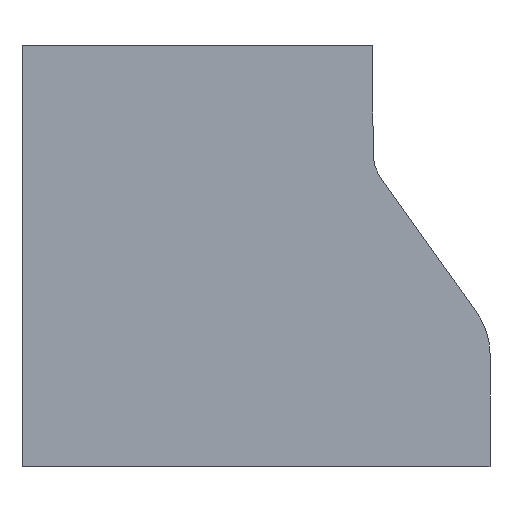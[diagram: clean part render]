
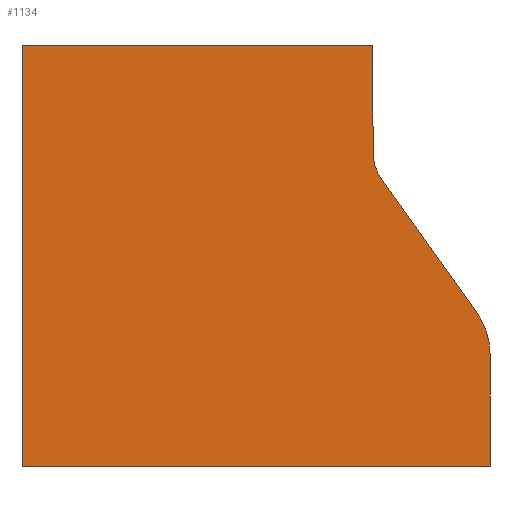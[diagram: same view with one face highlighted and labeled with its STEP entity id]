
A CAD part, front view. The second image highlights one B-rep face of the part: STEP entity #1134.
In plain terms, the highlighted planar face has unit normal (0, -1, 0).
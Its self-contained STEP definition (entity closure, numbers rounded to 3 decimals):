
#2 = PLANE ( 'NONE',  #705 ) ;
#21 = DIRECTION ( 'NONE',  ( 0., 0., 1. ) ) ;
#23 = DIRECTION ( 'NONE',  ( 0., 1., 0. ) ) ;
#49 = CARTESIAN_POINT ( 'NONE',  ( -95., 0., -45.707 ) ) ;
#128 = CARTESIAN_POINT ( 'NONE',  ( 225., 0., 0. ) ) ;
#129 = CARTESIAN_POINT ( 'NONE',  ( 225., 0., 0. ) ) ;
#134 = DIRECTION ( 'NONE',  ( 0., 0., 1. ) ) ;
#149 = CARTESIAN_POINT ( 'NONE',  ( 225., 0., -45.707 ) ) ;
#166 = DIRECTION ( 'NONE',  ( 1., 0., 0. ) ) ;
#167 = CARTESIAN_POINT ( 'NONE',  ( 275., 0., -131.73 ) ) ;
#176 = CARTESIAN_POINT ( 'NONE',  ( 275., 0., -180. ) ) ;
#198 = CARTESIAN_POINT ( 'NONE',  ( 228.725, 0., -57.331 ) ) ;
#201 = CARTESIAN_POINT ( 'NONE',  ( 269.412, 0., -114.293 ) ) ;
#219 = CARTESIAN_POINT ( 'NONE',  ( 75., 0., 0. ) ) ;
#223 = CARTESIAN_POINT ( 'NONE',  ( 75., 0., -180. ) ) ;
#243 = DIRECTION ( 'NONE',  ( -0.581, 0., 0.814 ) ) ;
#264 = CARTESIAN_POINT ( 'NONE',  ( 245., 0., -131.73 ) ) ;
#277 = DIRECTION ( 'NONE',  ( 0., 0., 1. ) ) ;
#279 = CARTESIAN_POINT ( 'NONE',  ( 75., 0., 0. ) ) ;
#292 = DIRECTION ( 'NONE',  ( -1., 0., 0. ) ) ;
#327 = CARTESIAN_POINT ( 'NONE',  ( -125., 0., -180. ) ) ;
#349 = CARTESIAN_POINT ( 'NONE',  ( 228.725, 0., -57.331 ) ) ;
#353 = CARTESIAN_POINT ( 'NONE',  ( 275., 0., -131.73 ) ) ;
#355 = DIRECTION ( 'NONE',  ( 0., 0., 1. ) ) ;
#394 = DIRECTION ( 'NONE',  ( 0., 0., 1. ) ) ;
#399 = DIRECTION ( 'NONE',  ( 0., 1., 0. ) ) ;
#400 = CARTESIAN_POINT ( 'NONE',  ( 245., 0., -45.707 ) ) ;
#417 = DIRECTION ( 'NONE',  ( 0., 0., 1. ) ) ;
#418 = DIRECTION ( 'NONE',  ( 0., -1., 0. ) ) ;
#425 = CARTESIAN_POINT ( 'NONE',  ( -75., 0., 0. ) ) ;
#450 = AXIS2_PLACEMENT_3D ( 'NONE', #400, #399, #394 ) ;
#454 = AXIS2_PLACEMENT_3D ( 'NONE', #264, #418, #417 ) ;
#469 = EDGE_CURVE ( 'NONE', #614, #572, #1053, .T. ) ;
#474 = EDGE_CURVE ( 'NONE', #578, #611, #1042, .T. ) ;
#480 = EDGE_CURVE ( 'NONE', #611, #614, #1030, .T. ) ;
#490 = EDGE_CURVE ( 'NONE', #561, #603, #1011, .T. ) ;
#495 = EDGE_CURVE ( 'NONE', #578, #561, #1003, .T. ) ;
#499 = EDGE_CURVE ( 'NONE', #603, #596, #996, .T. ) ;
#501 = EDGE_CURVE ( 'NONE', #596, #566, #993, .T. ) ;
#556 = EDGE_CURVE ( 'NONE', #566, #572, #882, .T. ) ;
#561 = VERTEX_POINT ( 'NONE', #167 ) ;
#566 = VERTEX_POINT ( 'NONE', #149 ) ;
#572 = VERTEX_POINT ( 'NONE', #128 ) ;
#578 = VERTEX_POINT ( 'NONE', #176 ) ;
#596 = VERTEX_POINT ( 'NONE', #198 ) ;
#603 = VERTEX_POINT ( 'NONE', #201 ) ;
#611 = VERTEX_POINT ( 'NONE', #223 ) ;
#614 = VERTEX_POINT ( 'NONE', #219 ) ;
#625 = ORIENTED_EDGE ( 'NONE', *, *, #480, .F. ) ;
#631 = ORIENTED_EDGE ( 'NONE', *, *, #490, .T. ) ;
#681 = ORIENTED_EDGE ( 'NONE', *, *, #469, .F. ) ;
#682 = ORIENTED_EDGE ( 'NONE', *, *, #501, .T. ) ;
#686 = ORIENTED_EDGE ( 'NONE', *, *, #474, .F. ) ;
#705 = AXIS2_PLACEMENT_3D ( 'NONE', #49, #23, #21 ) ;
#771 = ORIENTED_EDGE ( 'NONE', *, *, #495, .T. ) ;
#772 = ORIENTED_EDGE ( 'NONE', *, *, #499, .T. ) ;
#773 = ORIENTED_EDGE ( 'NONE', *, *, #556, .T. ) ;
#882 = LINE ( 'NONE', #129, #885 ) ;
#885 = VECTOR ( 'NONE', #134, 1000. ) ;
#936 = FACE_OUTER_BOUND ( 'NONE', #1072, .T. ) ;
#993 = CIRCLE ( 'NONE', #450, 20. ) ;
#994 = VECTOR ( 'NONE', #243, 1000. ) ;
#996 = LINE ( 'NONE', #349, #994 ) ;
#1000 = VECTOR ( 'NONE', #355, 1000. ) ;
#1003 = LINE ( 'NONE', #353, #1000 ) ;
#1011 = CIRCLE ( 'NONE', #454, 30. ) ;
#1027 = VECTOR ( 'NONE', #277, 1000. ) ;
#1030 = LINE ( 'NONE', #279, #1027 ) ;
#1038 = VECTOR ( 'NONE', #292, 1000. ) ;
#1042 = LINE ( 'NONE', #327, #1038 ) ;
#1048 = VECTOR ( 'NONE', #166, 1000. ) ;
#1053 = LINE ( 'NONE', #425, #1048 ) ;
#1072 = EDGE_LOOP ( 'NONE', ( #681, #625, #686, #771, #631, #772, #682, #773 ) ) ;
#1134 = ADVANCED_FACE ( 'NONE', ( #936 ), #2, .F. ) ;
